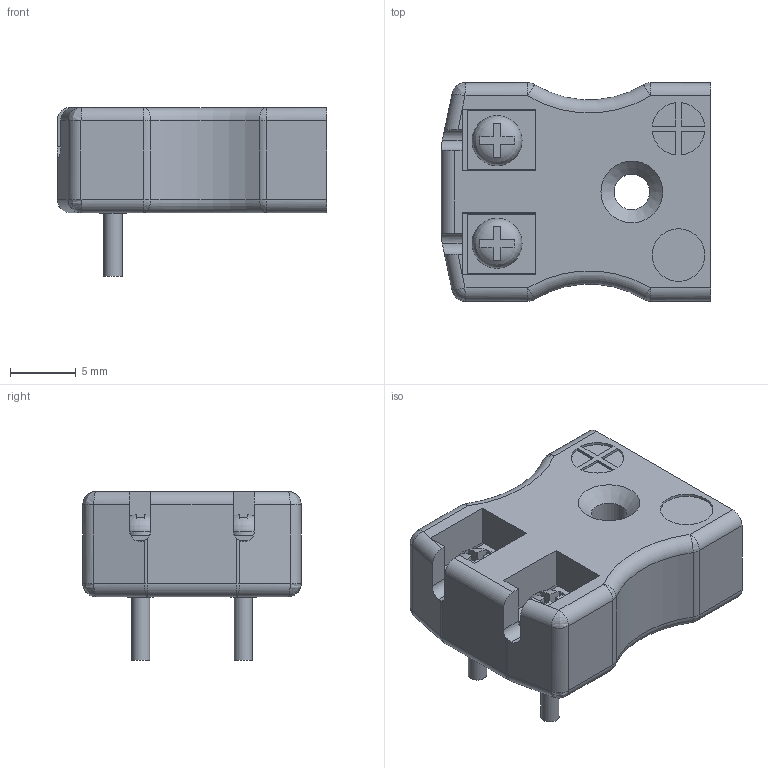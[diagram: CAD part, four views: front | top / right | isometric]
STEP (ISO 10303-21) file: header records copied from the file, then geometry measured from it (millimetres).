
FILE_DESCRIPTION(('FreeCAD Model'),'2;1');
FILE_NAME('Open CASCADE Shape Model','2024-03-08T17:24:14',( 'David Bozec'),(''),'Open CASCADE STEP processor 7.7','FreeCAD', 'Unknown');
FILE_SCHEMA(('AUTOMOTIVE_DESIGN { 1 0 10303 214 1 1 1 1 }'));
Length unit declared in the file: millimetre
Products named in the file (6): Part; Body; BottomBlade; Screw; M2-Écrou; TopBlade
Assembly tree (9 placements, depth 2):
  Part
    Body
    BottomBlade  x2
    Screw  x2
    M2-Écrou  x2
    TopBlade  x2
Bounding box: 20.51 x 16.6 x 12.85 mm (x, y, z)
Volume: 2145.3 mm3; surface area: 2687.4 mm2
Topology: 9 solids, 9 shells, 311 faces, 772 edges, 472 vertices
Faces by surface type: plane 201, cylinder 56, cone 34, bspline 14, torus 4, revolution 2
Full cylindrical faces by diameter (mm): 1.33 x2, 1.4 x2, 1.567 x2, 2 x2, 2.3 x2, 2.7 x1, 4 x1
Entity records: 16390 total; most frequent: CARTESIAN_POINT 4561, DIRECTION 2138, LINE 1387, VECTOR 1387, ORIENTED_EDGE 1174, PCURVE 1174, DEFINITIONAL_REPRESENTATION 1174, EDGE_CURVE 587
